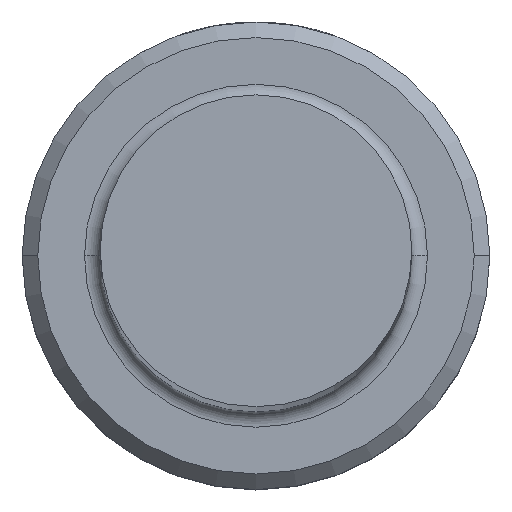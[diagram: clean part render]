
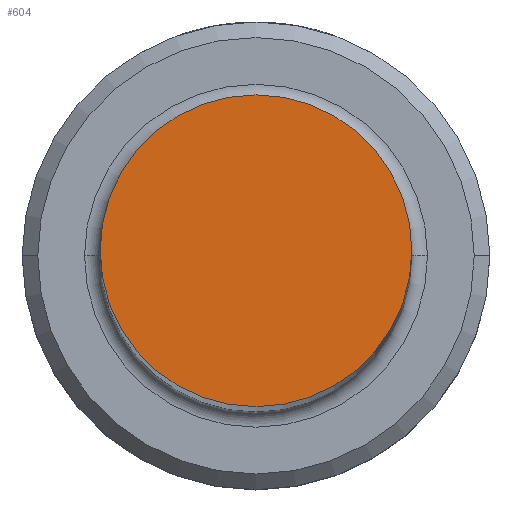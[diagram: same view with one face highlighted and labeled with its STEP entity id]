
A CAD part, top view. The second image highlights one B-rep face of the part: STEP entity #604.
In plain terms, the highlighted planar face has unit normal (0, 0, 1).
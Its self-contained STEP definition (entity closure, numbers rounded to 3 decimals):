
#71 = CIRCLE ( 'NONE', #894, 5. ) ;
#299 = FACE_OUTER_BOUND ( 'NONE', #750, .T. ) ;
#316 = DIRECTION ( 'NONE',  ( 0., 0., 1. ) ) ;
#318 = CIRCLE ( 'NONE', #798, 5. ) ;
#365 = CARTESIAN_POINT ( 'NONE',  ( 0., 0., 100. ) ) ;
#373 = ORIENTED_EDGE ( 'NONE', *, *, #630, .T. ) ;
#408 = CARTESIAN_POINT ( 'NONE',  ( 5., 0., 100. ) ) ;
#467 = DIRECTION ( 'NONE',  ( 0., 0., 1. ) ) ;
#472 = CARTESIAN_POINT ( 'NONE',  ( 0., 0., 100. ) ) ;
#554 = DIRECTION ( 'NONE',  ( 1., 0., 0. ) ) ;
#604 = ADVANCED_FACE ( 'NONE', ( #299 ), #633, .T. ) ;
#606 = ORIENTED_EDGE ( 'NONE', *, *, #910, .T. ) ;
#630 = EDGE_CURVE ( 'NONE', #1187, #713, #318, .T. ) ;
#633 = PLANE ( 'NONE',  #738 ) ;
#654 = CARTESIAN_POINT ( 'NONE',  ( -5., 0., 100. ) ) ;
#713 = VERTEX_POINT ( 'NONE', #654 ) ;
#738 = AXIS2_PLACEMENT_3D ( 'NONE', #365, #467, #1104 ) ;
#750 = EDGE_LOOP ( 'NONE', ( #606, #373 ) ) ;
#798 = AXIS2_PLACEMENT_3D ( 'NONE', #472, #1107, #554 ) ;
#869 = CARTESIAN_POINT ( 'NONE',  ( 0., 0., 100. ) ) ;
#894 = AXIS2_PLACEMENT_3D ( 'NONE', #869, #316, #960 ) ;
#910 = EDGE_CURVE ( 'NONE', #713, #1187, #71, .T. ) ;
#960 = DIRECTION ( 'NONE',  ( 1., 0., 0. ) ) ;
#1104 = DIRECTION ( 'NONE',  ( 1., 0., 0. ) ) ;
#1107 = DIRECTION ( 'NONE',  ( 0., 0., 1. ) ) ;
#1187 = VERTEX_POINT ( 'NONE', #408 ) ;
